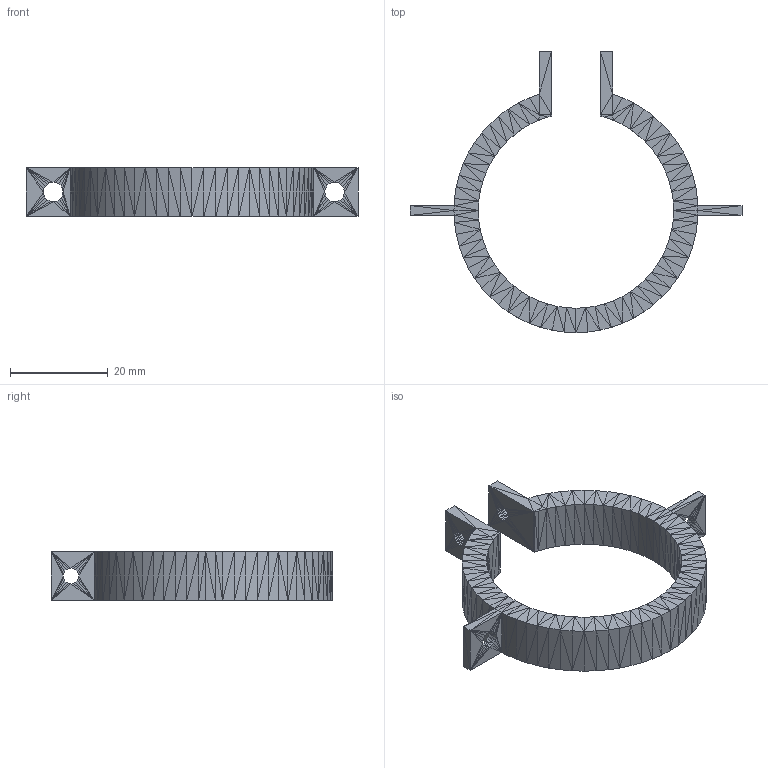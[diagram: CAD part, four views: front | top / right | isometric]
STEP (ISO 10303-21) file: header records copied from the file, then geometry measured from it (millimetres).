
FILE_DESCRIPTION(('FreeCAD Model'),'2;1');
FILE_NAME('Open CASCADE Shape Model','2023-10-31T11:57:17',('Author'),( ''),'Open CASCADE STEP processor 7.6','FreeCAD','Unknown');
FILE_SCHEMA(('AUTOMOTIVE_DESIGN { 1 0 10303 214 1 1 1 1 }'));
Length unit declared in the file: millimetre
Products named in the file (1): NeopixelClamp001
Bounding box: 68 x 57.6 x 10 mm (x, y, z)
Surface area: 4910.6 mm2 (no closed solid volume)
Topology: 0 solids, 876 shells, 876 faces, 2628 edges, 2628 vertices
Faces by surface type: plane 876
Entity records: 56083 total; most frequent: CARTESIAN_POINT 8761, DIRECTION 7010, LINE 5256, VECTOR 5256, ORIENTED_EDGE 2628, EDGE_CURVE 2628, VERTEX_POINT 2628, SURFACE_CURVE 2628
